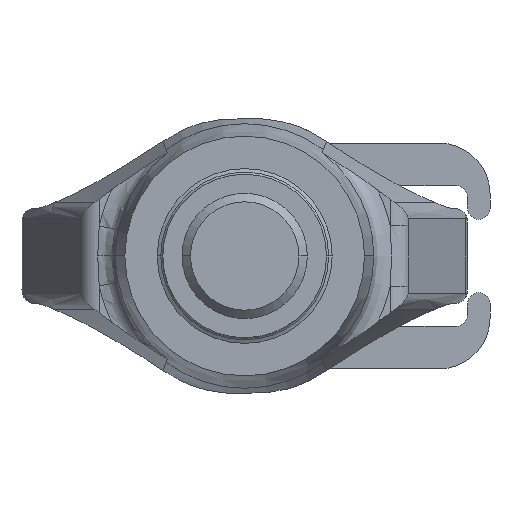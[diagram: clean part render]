
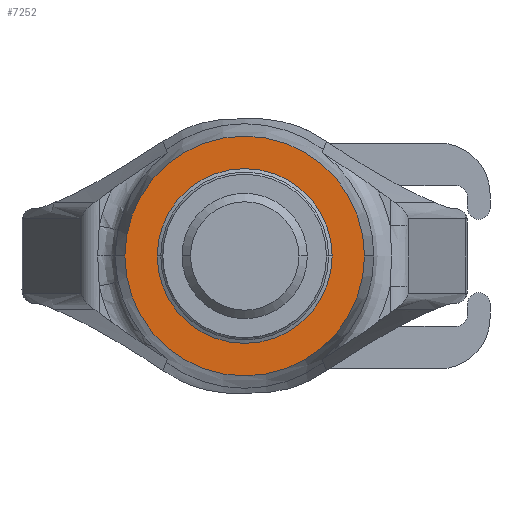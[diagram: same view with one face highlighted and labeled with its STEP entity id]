
A CAD part, front view. The second image highlights one B-rep face of the part: STEP entity #7252.
In plain terms, the highlighted planar face has unit normal (0, -1, 0).
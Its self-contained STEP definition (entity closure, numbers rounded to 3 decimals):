
#2=CARTESIAN_POINT('',(0.,-78.75,0.));
#3=DIRECTION('',(0.,-1.,0.));
#4=DIRECTION('',(-1.,0.,0.));
#5=AXIS2_PLACEMENT_3D('',#2,#3,#4);
#7=CARTESIAN_POINT('',(0.,-78.75,0.));
#8=DIRECTION('',(0.,-1.,0.));
#9=DIRECTION('',(1.,0.,0.));
#10=AXIS2_PLACEMENT_3D('',#7,#8,#9);
#12=CARTESIAN_POINT('',(0.,-78.75,0.));
#13=DIRECTION('',(0.,-1.,0.));
#14=DIRECTION('',(1.,0.,0.));
#15=AXIS2_PLACEMENT_3D('',#12,#13,#14);
#91=CARTESIAN_POINT('',(0.,-78.75,0.));
#92=DIRECTION('',(0.,1.,0.));
#93=DIRECTION('',(1.,0.,0.));
#94=AXIS2_PLACEMENT_3D('',#91,#92,#93);
#5700=CARTESIAN_POINT('',(42.5,-78.75,0.));
#5701=CARTESIAN_POINT('',(-42.5,-78.75,0.));
#5702=VERTEX_POINT('',#5700);
#5703=VERTEX_POINT('',#5701);
#5730=CARTESIAN_POINT('',(-31.,-78.75,0.));
#5731=CARTESIAN_POINT('',(31.,-78.75,0.));
#5732=VERTEX_POINT('',#5730);
#5733=VERTEX_POINT('',#5731);
#7235=CARTESIAN_POINT('',(0.,-78.75,0.));
#7236=DIRECTION('',(0.,-1.,0.));
#7237=DIRECTION('',(-1.,0.,0.));
#7238=AXIS2_PLACEMENT_3D('',#7235,#7236,#7237);
#7239=PLANE('',#7238);
#7241=ORIENTED_EDGE('',*,*,#7240,.F.);
#7243=ORIENTED_EDGE('',*,*,#7242,.T.);
#7244=EDGE_LOOP('',(#7241,#7243));
#7245=FACE_OUTER_BOUND('',#7244,.F.);
#7247=ORIENTED_EDGE('',*,*,#7246,.T.);
#7249=ORIENTED_EDGE('',*,*,#7248,.T.);
#7250=EDGE_LOOP('',(#7247,#7249));
#7251=FACE_BOUND('',#7250,.F.);
#7252=ADVANCED_FACE('',(#7245,#7251),#7239,.T.);
#6=CIRCLE('',#5,31.);
#11=CIRCLE('',#10,31.);
#16=CIRCLE('',#15,42.5);
#95=CIRCLE('',#94,42.5);
#7240=EDGE_CURVE('',#5702,#5703,#16,.T.);
#7242=EDGE_CURVE('',#5702,#5703,#95,.T.);
#7246=EDGE_CURVE('',#5732,#5733,#6,.T.);
#7248=EDGE_CURVE('',#5733,#5732,#11,.T.);
